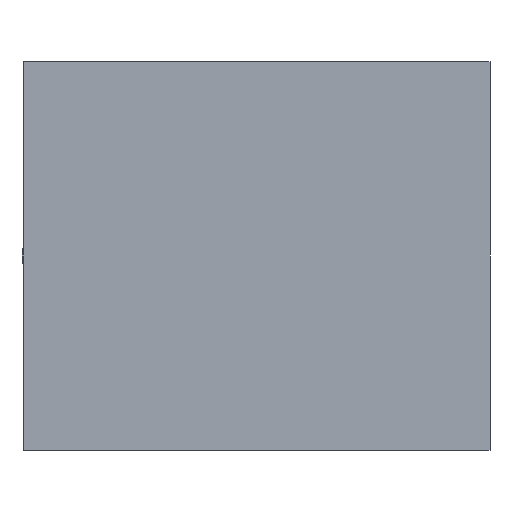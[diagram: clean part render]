
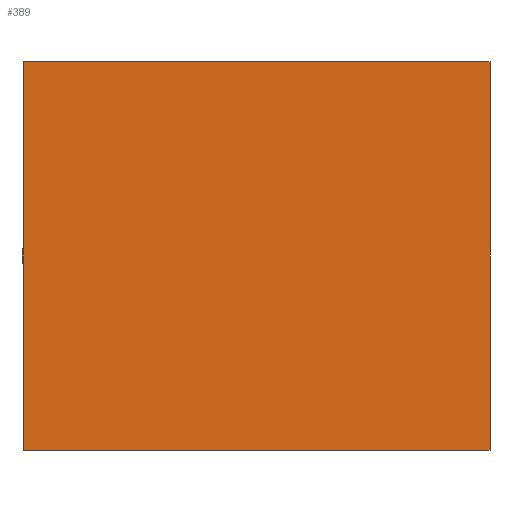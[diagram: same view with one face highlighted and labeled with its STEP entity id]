
A CAD part, front view. The second image highlights one B-rep face of the part: STEP entity #389.
In plain terms, the highlighted face is planar.
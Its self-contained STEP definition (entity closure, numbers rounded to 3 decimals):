
#18 = EDGE_CURVE ( 'NONE', #563, #439, #343, .T. ) ;
#31 = ORIENTED_EDGE ( 'NONE', *, *, #162, .F. ) ;
#80 = CARTESIAN_POINT ( 'NONE',  ( -180., 150., 0. ) ) ;
#102 = EDGE_LOOP ( 'NONE', ( #633, #450, #31, #749 ) ) ;
#134 = AXIS2_PLACEMENT_3D ( 'NONE', #431, #661, #489 ) ;
#140 = LINE ( 'NONE', #418, #707 ) ;
#149 = CARTESIAN_POINT ( 'NONE',  ( -180., 150., 0. ) ) ;
#155 = CARTESIAN_POINT ( 'NONE',  ( 180., 150., 0. ) ) ;
#157 = VECTOR ( 'NONE', #697, 1000. ) ;
#162 = EDGE_CURVE ( 'NONE', #404, #563, #416, .T. ) ;
#182 = CARTESIAN_POINT ( 'NONE',  ( 180., 150., 0. ) ) ;
#246 = DIRECTION ( 'NONE',  ( -1., 0., 0. ) ) ;
#260 = CARTESIAN_POINT ( 'NONE',  ( 180., -150., 0. ) ) ;
#287 = CARTESIAN_POINT ( 'NONE',  ( -180., -150., 0. ) ) ;
#298 = VECTOR ( 'NONE', #425, 1000. ) ;
#343 = LINE ( 'NONE', #287, #157 ) ;
#365 = CARTESIAN_POINT ( 'NONE',  ( -180., -150., 0. ) ) ;
#389 = ADVANCED_FACE ( 'NONE', ( #658 ), #621, .F. ) ;
#404 = VERTEX_POINT ( 'NONE', #149 ) ;
#416 = LINE ( 'NONE', #80, #570 ) ;
#418 = CARTESIAN_POINT ( 'NONE',  ( -180., 150., 0. ) ) ;
#425 = DIRECTION ( 'NONE',  ( 0., 1., 0. ) ) ;
#431 = CARTESIAN_POINT ( 'NONE',  ( 0., 0., 0. ) ) ;
#439 = VERTEX_POINT ( 'NONE', #260 ) ;
#450 = ORIENTED_EDGE ( 'NONE', *, *, #18, .F. ) ;
#489 = DIRECTION ( 'NONE',  ( 1., 0., 0. ) ) ;
#535 = EDGE_CURVE ( 'NONE', #637, #404, #140, .T. ) ;
#540 = DIRECTION ( 'NONE',  ( 0., -1., 0. ) ) ;
#559 = EDGE_CURVE ( 'NONE', #439, #637, #712, .T. ) ;
#563 = VERTEX_POINT ( 'NONE', #365 ) ;
#570 = VECTOR ( 'NONE', #540, 1000. ) ;
#621 = PLANE ( 'NONE',  #134 ) ;
#633 = ORIENTED_EDGE ( 'NONE', *, *, #559, .F. ) ;
#637 = VERTEX_POINT ( 'NONE', #155 ) ;
#658 = FACE_OUTER_BOUND ( 'NONE', #102, .T. ) ;
#661 = DIRECTION ( 'NONE',  ( 0., 0., 1. ) ) ;
#697 = DIRECTION ( 'NONE',  ( 1., 0., 0. ) ) ;
#707 = VECTOR ( 'NONE', #246, 1000. ) ;
#712 = LINE ( 'NONE', #182, #298 ) ;
#749 = ORIENTED_EDGE ( 'NONE', *, *, #535, .F. ) ;
